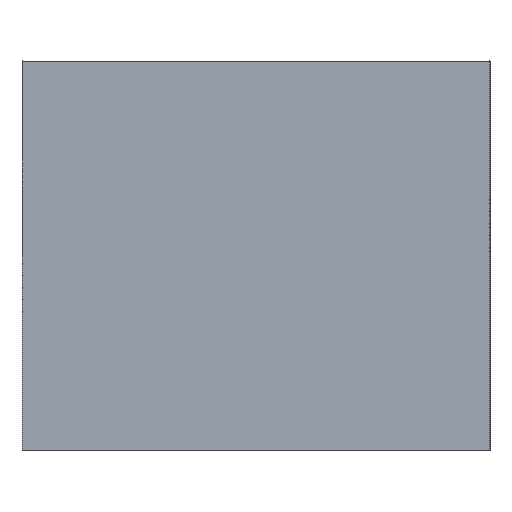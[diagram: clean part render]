
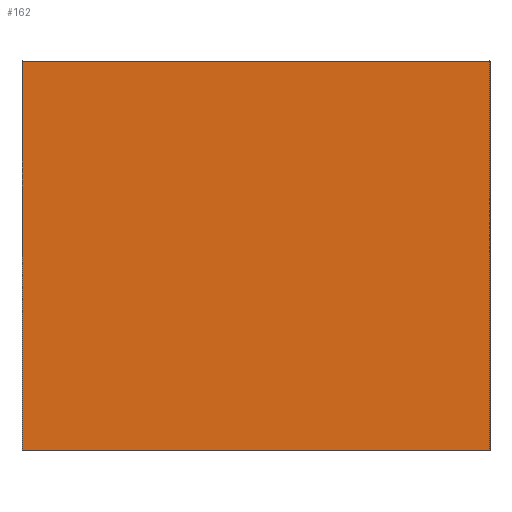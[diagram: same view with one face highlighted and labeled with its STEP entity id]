
A CAD part, left-side view. The second image highlights one B-rep face of the part: STEP entity #162.
In plain terms, the highlighted planar face has unit normal (-1, 0, 0).
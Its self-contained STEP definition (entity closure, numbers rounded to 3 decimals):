
#110=CARTESIAN_POINT('Vertex',(-2993.052,-1200.,0.)) ;
#113=CARTESIAN_POINT('Line Origine',(-2993.052,0.,0.)) ;
#117=CARTESIAN_POINT('Vertex',(-2993.052,1200.,0.)) ;
#132=CARTESIAN_POINT('Axis2P3D Location',(-2993.052,0.,0.)) ;
#137=CARTESIAN_POINT('Line Origine',(-2993.052,-1200.,1000.)) ;
#141=CARTESIAN_POINT('Vertex',(-2993.052,-1200.,2000.)) ;
#144=CARTESIAN_POINT('Line Origine',(-2993.052,0.,2000.)) ;
#148=CARTESIAN_POINT('Vertex',(-2993.052,1200.,2000.)) ;
#151=CARTESIAN_POINT('Line Origine',(-2993.052,1200.,1000.)) ;
#114=DIRECTION('Vector Direction',(0.,1.,0.)) ;
#133=DIRECTION('Axis2P3D Direction',(-1.,0.,0.)) ;
#134=DIRECTION('Axis2P3D XDirection',(0.,0.,1.)) ;
#138=DIRECTION('Vector Direction',(0.,0.,1.)) ;
#145=DIRECTION('Vector Direction',(0.,1.,0.)) ;
#152=DIRECTION('Vector Direction',(0.,0.,1.)) ;
#135=AXIS2_PLACEMENT_3D('Plane Axis2P3D',#132,#133,#134) ;
#157=ORIENTED_EDGE('',*,*,#119,.F.) ;
#158=ORIENTED_EDGE('',*,*,#143,.T.) ;
#159=ORIENTED_EDGE('',*,*,#150,.T.) ;
#160=ORIENTED_EDGE('',*,*,#155,.F.) ;
#115=VECTOR('Line Direction',#114,1.) ;
#139=VECTOR('Line Direction',#138,1.) ;
#146=VECTOR('Line Direction',#145,1.) ;
#153=VECTOR('Line Direction',#152,1.) ;
#162=ADVANCED_FACE('',(#161),#136,.T.) ;
#119=EDGE_CURVE('',#111,#118,#116,.T.) ;
#143=EDGE_CURVE('',#111,#142,#140,.T.) ;
#150=EDGE_CURVE('',#142,#149,#147,.T.) ;
#155=EDGE_CURVE('',#118,#149,#154,.T.) ;
#156=EDGE_LOOP('',(#157,#158,#159,#160)) ;
#161=FACE_OUTER_BOUND('',#156,.T.) ;
#116=LINE('Line',#113,#115) ;
#140=LINE('Line',#137,#139) ;
#147=LINE('Line',#144,#146) ;
#154=LINE('Line',#151,#153) ;
#136=PLANE('Plane',#135) ;
#111=VERTEX_POINT('',#110) ;
#118=VERTEX_POINT('',#117) ;
#142=VERTEX_POINT('',#141) ;
#149=VERTEX_POINT('',#148) ;
